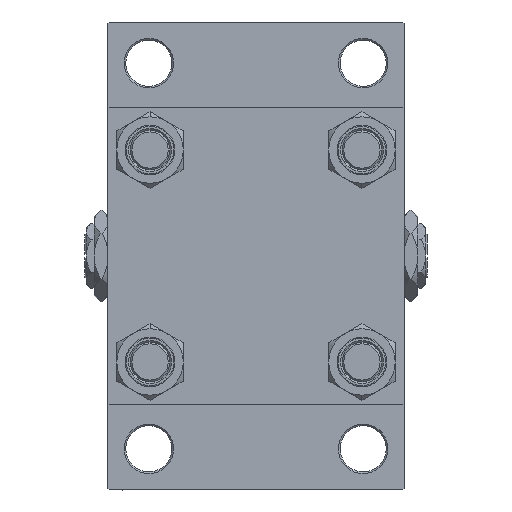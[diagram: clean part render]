
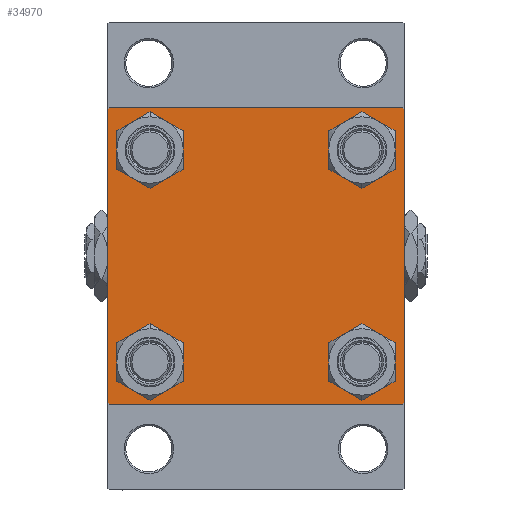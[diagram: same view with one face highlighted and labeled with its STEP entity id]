
A CAD part, left-side view. The second image highlights one B-rep face of the part: STEP entity #34970.
In plain terms, the highlighted planar face has unit normal (-1, 0, 0).
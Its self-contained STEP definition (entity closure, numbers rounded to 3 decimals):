
#122 = DIRECTION ( 'NONE',  ( 0., -0.707, -0.707 ) ) ;
#408 = DIRECTION ( 'NONE',  ( 0., 0., 1. ) ) ;
#1372 = DIRECTION ( 'NONE',  ( 1., 0., 0. ) ) ;
#1417 = VERTEX_POINT ( 'NONE', #31401 ) ;
#1556 = PLANE ( 'NONE',  #34194 ) ;
#1786 = DIRECTION ( 'NONE',  ( 0., 0., 1. ) ) ;
#2052 = CARTESIAN_POINT ( 'NONE',  ( 0., 32.15, 38.65 ) ) ;
#2069 = EDGE_CURVE ( 'NONE', #6518, #5884, #43895, .T. ) ;
#2628 = VERTEX_POINT ( 'NONE', #40074 ) ;
#2850 = EDGE_CURVE ( 'NONE', #17416, #14705, #40988, .T. ) ;
#3520 = DIRECTION ( 'NONE',  ( 0., -1., 0. ) ) ;
#3592 = EDGE_LOOP ( 'NONE', ( #46095, #10720 ) ) ;
#3643 = LINE ( 'NONE', #30139, #9904 ) ;
#3666 = CARTESIAN_POINT ( 'NONE',  ( 0., 44.75, 44.75 ) ) ;
#4207 = CARTESIAN_POINT ( 'NONE',  ( 0., 32.15, -32.15 ) ) ;
#4488 = DIRECTION ( 'NONE',  ( 1., 0., 0. ) ) ;
#4920 = ORIENTED_EDGE ( 'NONE', *, *, #20895, .T. ) ;
#5573 = EDGE_LOOP ( 'NONE', ( #40836, #21090 ) ) ;
#5721 = DIRECTION ( 'NONE',  ( 0., -0.707, 0.707 ) ) ;
#5795 = DIRECTION ( 'NONE',  ( 0., 0., 1. ) ) ;
#5800 = DIRECTION ( 'NONE',  ( 0., 0., -1. ) ) ;
#5884 = VERTEX_POINT ( 'NONE', #30131 ) ;
#6412 = ORIENTED_EDGE ( 'NONE', *, *, #28908, .T. ) ;
#6518 = VERTEX_POINT ( 'NONE', #20496 ) ;
#6807 = EDGE_LOOP ( 'NONE', ( #37851, #7655, #44123, #6412, #42619, #40316, #33365, #26022 ) ) ;
#6864 = VERTEX_POINT ( 'NONE', #46935 ) ;
#7234 = CARTESIAN_POINT ( 'NONE',  ( 0., 45., -45. ) ) ;
#7300 = CARTESIAN_POINT ( 'NONE',  ( 0., 32.15, 25.65 ) ) ;
#7585 = CARTESIAN_POINT ( 'NONE',  ( 0., 45., 45. ) ) ;
#7655 = ORIENTED_EDGE ( 'NONE', *, *, #22037, .T. ) ;
#7797 = EDGE_LOOP ( 'NONE', ( #4920, #26817 ) ) ;
#9163 = VERTEX_POINT ( 'NONE', #31911 ) ;
#9904 = VECTOR ( 'NONE', #29157, 1000. ) ;
#10720 = ORIENTED_EDGE ( 'NONE', *, *, #27232, .T. ) ;
#11342 = CARTESIAN_POINT ( 'NONE',  ( 0., 45., 44.5 ) ) ;
#11347 = AXIS2_PLACEMENT_3D ( 'NONE', #4207, #11877, #16070 ) ;
#11784 = DIRECTION ( 'NONE',  ( 0., -1., 0. ) ) ;
#11877 = DIRECTION ( 'NONE',  ( 1., 0., 0. ) ) ;
#11939 = CARTESIAN_POINT ( 'NONE',  ( 0., -32.15, -32.15 ) ) ;
#12399 = CARTESIAN_POINT ( 'NONE',  ( 0., -44.5, 45. ) ) ;
#12499 = VECTOR ( 'NONE', #5800, 1000. ) ;
#12676 = DIRECTION ( 'NONE',  ( 1., 0., 0. ) ) ;
#12996 = CIRCLE ( 'NONE', #39121, 6.5 ) ;
#13159 = CARTESIAN_POINT ( 'NONE',  ( 0., -32.15, -32.15 ) ) ;
#13342 = AXIS2_PLACEMENT_3D ( 'NONE', #46188, #23906, #408 ) ;
#13772 = DIRECTION ( 'NONE',  ( 1., 0., 0. ) ) ;
#14019 = CARTESIAN_POINT ( 'NONE',  ( 0., -32.15, 32.15 ) ) ;
#14111 = AXIS2_PLACEMENT_3D ( 'NONE', #24609, #1372, #5795 ) ;
#14705 = VERTEX_POINT ( 'NONE', #2052 ) ;
#14916 = ORIENTED_EDGE ( 'NONE', *, *, #39972, .T. ) ;
#16070 = DIRECTION ( 'NONE',  ( 0., 0., 1. ) ) ;
#16204 = CARTESIAN_POINT ( 'NONE',  ( 0., -32.15, 38.65 ) ) ;
#16635 = CARTESIAN_POINT ( 'NONE',  ( 0., 0., 0. ) ) ;
#16732 = VECTOR ( 'NONE', #3520, 1000. ) ;
#17416 = VERTEX_POINT ( 'NONE', #7300 ) ;
#17575 = CARTESIAN_POINT ( 'NONE',  ( 0., -44.75, -44.75 ) ) ;
#17755 = VECTOR ( 'NONE', #22468, 1000. ) ;
#17867 = VERTEX_POINT ( 'NONE', #12399 ) ;
#18163 = DIRECTION ( 'NONE',  ( 1., 0., 0. ) ) ;
#18180 = LINE ( 'NONE', #41449, #22859 ) ;
#18186 = VECTOR ( 'NONE', #11784, 1000. ) ;
#19207 = LINE ( 'NONE', #7585, #18186 ) ;
#20067 = VECTOR ( 'NONE', #39223, 1000. ) ;
#20101 = FACE_BOUND ( 'NONE', #3592, .T. ) ;
#20496 = CARTESIAN_POINT ( 'NONE',  ( 0., -45., 44.5 ) ) ;
#20584 = DIRECTION ( 'NONE',  ( 0., 0., 1. ) ) ;
#20588 = DIRECTION ( 'NONE',  ( -1., 0., 0. ) ) ;
#20724 = VECTOR ( 'NONE', #5721, 1000. ) ;
#20895 = EDGE_CURVE ( 'NONE', #14705, #17416, #42612, .T. ) ;
#21042 = AXIS2_PLACEMENT_3D ( 'NONE', #14019, #13772, #44717 ) ;
#21090 = ORIENTED_EDGE ( 'NONE', *, *, #36910, .T. ) ;
#21529 = CARTESIAN_POINT ( 'NONE',  ( 0., 44.5, 45. ) ) ;
#22037 = EDGE_CURVE ( 'NONE', #2628, #1417, #18180, .T. ) ;
#22349 = CARTESIAN_POINT ( 'NONE',  ( 0., 32.15, -38.65 ) ) ;
#22468 = DIRECTION ( 'NONE',  ( 0., 0.707, -0.707 ) ) ;
#22611 = CARTESIAN_POINT ( 'NONE',  ( 0., 32.15, -32.15 ) ) ;
#22714 = LINE ( 'NONE', #3666, #17755 ) ;
#22859 = VECTOR ( 'NONE', #122, 1000. ) ;
#23896 = CIRCLE ( 'NONE', #30233, 6.5 ) ;
#23906 = DIRECTION ( 'NONE',  ( 1., 0., 0. ) ) ;
#24122 = LINE ( 'NONE', #35527, #20067 ) ;
#24279 = DIRECTION ( 'NONE',  ( 0., 0., 1. ) ) ;
#24370 = EDGE_LOOP ( 'NONE', ( #14916, #39180 ) ) ;
#24592 = EDGE_CURVE ( 'NONE', #32408, #17867, #19207, .T. ) ;
#24609 = CARTESIAN_POINT ( 'NONE',  ( 0., 32.15, 32.15 ) ) ;
#25024 = VERTEX_POINT ( 'NONE', #16204 ) ;
#26022 = ORIENTED_EDGE ( 'NONE', *, *, #33330, .T. ) ;
#26817 = ORIENTED_EDGE ( 'NONE', *, *, #2850, .T. ) ;
#27168 = EDGE_CURVE ( 'NONE', #1417, #39608, #41148, .T. ) ;
#27232 = EDGE_CURVE ( 'NONE', #6864, #25024, #41230, .T. ) ;
#27520 = CARTESIAN_POINT ( 'NONE',  ( 0., -32.15, 32.15 ) ) ;
#27799 = DIRECTION ( 'NONE',  ( 0., 0., 1. ) ) ;
#28908 = EDGE_CURVE ( 'NONE', #39608, #5884, #44315, .T. ) ;
#29046 = CARTESIAN_POINT ( 'NONE',  ( 0., -32.15, -25.65 ) ) ;
#29157 = DIRECTION ( 'NONE',  ( 0., 0.707, 0.707 ) ) ;
#30131 = CARTESIAN_POINT ( 'NONE',  ( 0., -45., -44.5 ) ) ;
#30139 = CARTESIAN_POINT ( 'NONE',  ( 0., -44.75, 44.75 ) ) ;
#30233 = AXIS2_PLACEMENT_3D ( 'NONE', #13159, #12676, #27799 ) ;
#31268 = FACE_BOUND ( 'NONE', #5573, .T. ) ;
#31401 = CARTESIAN_POINT ( 'NONE',  ( 0., 44.5, -45. ) ) ;
#31911 = CARTESIAN_POINT ( 'NONE',  ( 0., 32.15, -25.65 ) ) ;
#32408 = VERTEX_POINT ( 'NONE', #21529 ) ;
#32533 = AXIS2_PLACEMENT_3D ( 'NONE', #27520, #4488, #24279 ) ;
#32829 = CARTESIAN_POINT ( 'NONE',  ( 0., -44.5, -45. ) ) ;
#33287 = DIRECTION ( 'NONE',  ( 0., 0., 1. ) ) ;
#33330 = EDGE_CURVE ( 'NONE', #32408, #38103, #22714, .T. ) ;
#33365 = ORIENTED_EDGE ( 'NONE', *, *, #24592, .F. ) ;
#34001 = VERTEX_POINT ( 'NONE', #22349 ) ;
#34194 = AXIS2_PLACEMENT_3D ( 'NONE', #16635, #20588, #1786 ) ;
#34321 = CARTESIAN_POINT ( 'NONE',  ( 0., -32.15, -38.65 ) ) ;
#34914 = EDGE_CURVE ( 'NONE', #35748, #36566, #23896, .T. ) ;
#34970 = ADVANCED_FACE ( 'NONE', ( #20101, #35228, #31268, #38439, #35474 ), #1556, .T. ) ;
#35228 = FACE_BOUND ( 'NONE', #24370, .T. ) ;
#35474 = FACE_OUTER_BOUND ( 'NONE', #6807, .T. ) ;
#35527 = CARTESIAN_POINT ( 'NONE',  ( 0., 45., 45. ) ) ;
#35748 = VERTEX_POINT ( 'NONE', #34321 ) ;
#36566 = VERTEX_POINT ( 'NONE', #29046 ) ;
#36613 = CIRCLE ( 'NONE', #11347, 6.5 ) ;
#36910 = EDGE_CURVE ( 'NONE', #34001, #9163, #36613, .T. ) ;
#37647 = CIRCLE ( 'NONE', #45550, 6.5 ) ;
#37851 = ORIENTED_EDGE ( 'NONE', *, *, #38526, .T. ) ;
#38103 = VERTEX_POINT ( 'NONE', #11342 ) ;
#38439 = FACE_BOUND ( 'NONE', #7797, .T. ) ;
#38526 = EDGE_CURVE ( 'NONE', #38103, #2628, #24122, .T. ) ;
#39121 = AXIS2_PLACEMENT_3D ( 'NONE', #11939, #39164, #20584 ) ;
#39164 = DIRECTION ( 'NONE',  ( 1., 0., 0. ) ) ;
#39180 = ORIENTED_EDGE ( 'NONE', *, *, #34914, .T. ) ;
#39223 = DIRECTION ( 'NONE',  ( 0., 0., -1. ) ) ;
#39608 = VERTEX_POINT ( 'NONE', #32829 ) ;
#39714 = CARTESIAN_POINT ( 'NONE',  ( 0., -45., 45. ) ) ;
#39972 = EDGE_CURVE ( 'NONE', #36566, #35748, #12996, .T. ) ;
#40074 = CARTESIAN_POINT ( 'NONE',  ( 0., 45., -44.5 ) ) ;
#40316 = ORIENTED_EDGE ( 'NONE', *, *, #46184, .T. ) ;
#40836 = ORIENTED_EDGE ( 'NONE', *, *, #44158, .T. ) ;
#40988 = CIRCLE ( 'NONE', #14111, 6.5 ) ;
#41148 = LINE ( 'NONE', #7234, #16732 ) ;
#41230 = CIRCLE ( 'NONE', #32533, 6.5 ) ;
#41449 = CARTESIAN_POINT ( 'NONE',  ( 0., 44.75, -44.75 ) ) ;
#42391 = CIRCLE ( 'NONE', #21042, 6.5 ) ;
#42612 = CIRCLE ( 'NONE', #13342, 6.5 ) ;
#42619 = ORIENTED_EDGE ( 'NONE', *, *, #2069, .F. ) ;
#43895 = LINE ( 'NONE', #39714, #12499 ) ;
#44123 = ORIENTED_EDGE ( 'NONE', *, *, #27168, .T. ) ;
#44158 = EDGE_CURVE ( 'NONE', #9163, #34001, #37647, .T. ) ;
#44315 = LINE ( 'NONE', #17575, #20724 ) ;
#44717 = DIRECTION ( 'NONE',  ( 0., 0., 1. ) ) ;
#45330 = EDGE_CURVE ( 'NONE', #25024, #6864, #42391, .T. ) ;
#45550 = AXIS2_PLACEMENT_3D ( 'NONE', #22611, #18163, #33287 ) ;
#46095 = ORIENTED_EDGE ( 'NONE', *, *, #45330, .T. ) ;
#46184 = EDGE_CURVE ( 'NONE', #6518, #17867, #3643, .T. ) ;
#46188 = CARTESIAN_POINT ( 'NONE',  ( 0., 32.15, 32.15 ) ) ;
#46935 = CARTESIAN_POINT ( 'NONE',  ( 0., -32.15, 25.65 ) ) ;
